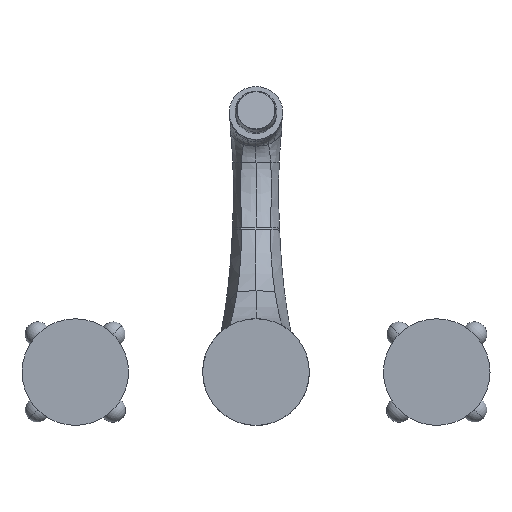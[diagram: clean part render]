
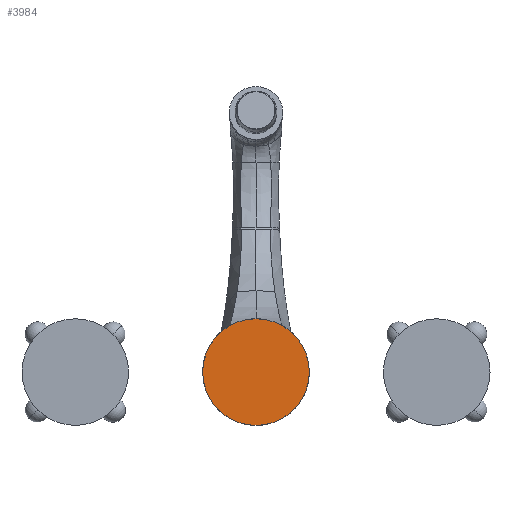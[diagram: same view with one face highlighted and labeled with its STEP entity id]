
A CAD part, front view. The second image highlights one B-rep face of the part: STEP entity #3984.
In plain terms, the highlighted planar face has unit normal (0, -1, 0).
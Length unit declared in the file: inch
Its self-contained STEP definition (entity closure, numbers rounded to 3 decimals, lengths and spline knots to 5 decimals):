
#807=CARTESIAN_POINT('',(0.,0.,0.));
#808=DIRECTION('',(0.,1.,0.));
#809=DIRECTION('',(0.,0.,-1.));
#810=AXIS2_PLACEMENT_3D('',#807,#808,#809);
#812=CARTESIAN_POINT('',(0.,0.,0.));
#813=DIRECTION('',(0.,1.,0.));
#814=DIRECTION('',(0.,0.,1.));
#815=AXIS2_PLACEMENT_3D('',#812,#813,#814);
#2166=CARTESIAN_POINT('',(0.,0.,-1.18));
#2167=CARTESIAN_POINT('',(0.,0.,1.18));
#2168=VERTEX_POINT('',#2166);
#2169=VERTEX_POINT('',#2167);
#3975=CARTESIAN_POINT('',(0.,0.,-1.2));
#3976=DIRECTION('',(0.,1.,0.));
#3977=DIRECTION('',(0.,0.,-1.));
#3978=AXIS2_PLACEMENT_3D('',#3975,#3976,#3977);
#3979=PLANE('',#3978);
#3980=ORIENTED_EDGE('',*,*,#3949,.T.);
#3981=ORIENTED_EDGE('',*,*,#3919,.T.);
#3982=EDGE_LOOP('',(#3980,#3981));
#3983=FACE_OUTER_BOUND('',#3982,.F.);
#3984=ADVANCED_FACE('',(#3983),#3979,.F.);
#811=CIRCLE('',#810,1.18);
#816=CIRCLE('',#815,1.18);
#3919=EDGE_CURVE('',#2169,#2168,#816,.T.);
#3949=EDGE_CURVE('',#2168,#2169,#811,.T.);
